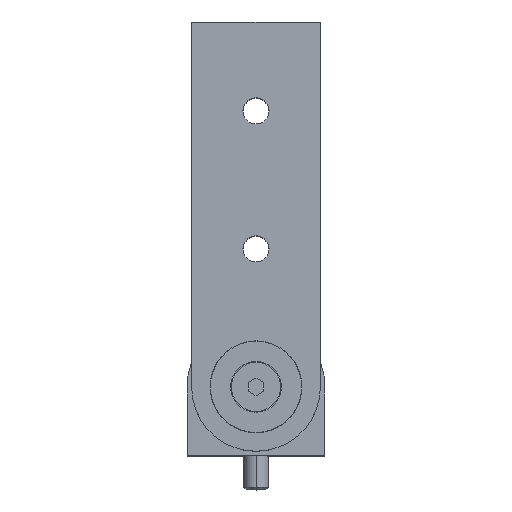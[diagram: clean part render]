
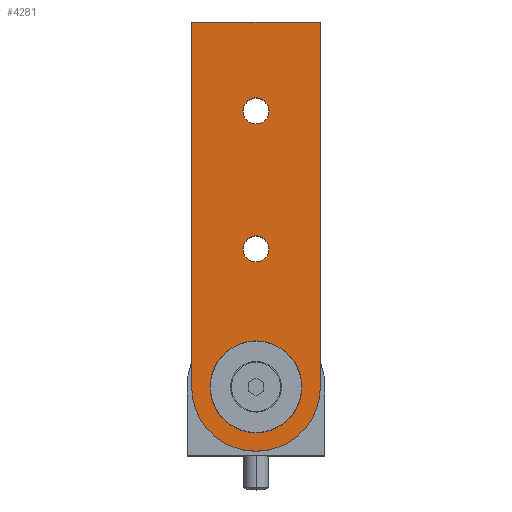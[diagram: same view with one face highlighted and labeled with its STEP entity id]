
A CAD part, top view. The second image highlights one B-rep face of the part: STEP entity #4281.
In plain terms, the highlighted planar face has unit normal (0, 0, 1).
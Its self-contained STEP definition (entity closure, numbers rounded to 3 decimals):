
#207 = EDGE_CURVE ( 'NONE', #2453, #1492, #1003, .T. ) ;
#264 = CIRCLE ( 'NONE', #1736, 4.25 ) ;
#268 = CARTESIAN_POINT ( 'NONE',  ( -21., -59.5, 0. ) ) ;
#275 = AXIS2_PLACEMENT_3D ( 'NONE', #942, #3983, #3605 ) ;
#385 = AXIS2_PLACEMENT_3D ( 'NONE', #1605, #4208, #2296 ) ;
#699 = EDGE_CURVE ( 'NONE', #4212, #1109, #990, .T. ) ;
#777 = FACE_BOUND ( 'NONE', #3725, .T. ) ;
#874 = CARTESIAN_POINT ( 'NONE',  ( 21., 59.5, 0. ) ) ;
#934 = CIRCLE ( 'NONE', #275, 15. ) ;
#942 = CARTESIAN_POINT ( 'NONE',  ( 0., -59.5, 0. ) ) ;
#990 = LINE ( 'NONE', #4730, #3106 ) ;
#1001 = CIRCLE ( 'NONE', #2363, 4.25 ) ;
#1003 = CIRCLE ( 'NONE', #385, 4.25 ) ;
#1109 = VERTEX_POINT ( 'NONE', #874 ) ;
#1110 = CARTESIAN_POINT ( 'NONE',  ( 0., 30.5, 0. ) ) ;
#1159 = CARTESIAN_POINT ( 'NONE',  ( 0., 30.5, 0. ) ) ;
#1305 = AXIS2_PLACEMENT_3D ( 'NONE', #2378, #2809, #1997 ) ;
#1410 = EDGE_CURVE ( 'NONE', #1992, #4397, #2517, .T. ) ;
#1463 = AXIS2_PLACEMENT_3D ( 'NONE', #2461, #3213, #3995 ) ;
#1492 = VERTEX_POINT ( 'NONE', #4374 ) ;
#1517 = CIRCLE ( 'NONE', #1305, 4.25 ) ;
#1605 = CARTESIAN_POINT ( 'NONE',  ( 0., -14.5, 0. ) ) ;
#1625 = ORIENTED_EDGE ( 'NONE', *, *, #1410, .T. ) ;
#1629 = CARTESIAN_POINT ( 'NONE',  ( 21., -59.5, 0. ) ) ;
#1736 = AXIS2_PLACEMENT_3D ( 'NONE', #1110, #3619, #2464 ) ;
#1804 = FACE_BOUND ( 'NONE', #4150, .T. ) ;
#1865 = CARTESIAN_POINT ( 'NONE',  ( -21., 59.5, 0. ) ) ;
#1992 = VERTEX_POINT ( 'NONE', #2006 ) ;
#1997 = DIRECTION ( 'NONE',  ( -1., 0., 0. ) ) ;
#2006 = CARTESIAN_POINT ( 'NONE',  ( -21., 59.5, 0. ) ) ;
#2078 = ORIENTED_EDGE ( 'NONE', *, *, #2666, .T. ) ;
#2094 = EDGE_LOOP ( 'NONE', ( #2481, #2913 ) ) ;
#2120 = CARTESIAN_POINT ( 'NONE',  ( 15., -59.5, 0. ) ) ;
#2124 = DIRECTION ( 'NONE',  ( 1., 0., 0. ) ) ;
#2161 = EDGE_CURVE ( 'NONE', #3337, #2679, #1001, .T. ) ;
#2281 = CIRCLE ( 'NONE', #1463, 15. ) ;
#2287 = DIRECTION ( 'NONE',  ( -1., 0., 0. ) ) ;
#2296 = DIRECTION ( 'NONE',  ( -1., 0., 0. ) ) ;
#2363 = AXIS2_PLACEMENT_3D ( 'NONE', #1159, #3454, #2287 ) ;
#2378 = CARTESIAN_POINT ( 'NONE',  ( 0., -14.5, 0. ) ) ;
#2387 = ORIENTED_EDGE ( 'NONE', *, *, #3267, .T. ) ;
#2444 = PLANE ( 'NONE',  #4929 ) ;
#2453 = VERTEX_POINT ( 'NONE', #3693 ) ;
#2461 = CARTESIAN_POINT ( 'NONE',  ( 0., -59.5, 0. ) ) ;
#2464 = DIRECTION ( 'NONE',  ( -1., 0., 0. ) ) ;
#2481 = ORIENTED_EDGE ( 'NONE', *, *, #207, .T. ) ;
#2517 = LINE ( 'NONE', #1865, #4173 ) ;
#2602 = VERTEX_POINT ( 'NONE', #2120 ) ;
#2666 = EDGE_CURVE ( 'NONE', #2602, #2722, #2281, .T. ) ;
#2669 = FACE_OUTER_BOUND ( 'NONE', #3738, .T. ) ;
#2679 = VERTEX_POINT ( 'NONE', #4011 ) ;
#2722 = VERTEX_POINT ( 'NONE', #4459 ) ;
#2759 = DIRECTION ( 'NONE',  ( -1., 0., 0. ) ) ;
#2809 = DIRECTION ( 'NONE',  ( 0., 0., -1. ) ) ;
#2894 = LINE ( 'NONE', #3551, #3923 ) ;
#2913 = ORIENTED_EDGE ( 'NONE', *, *, #3671, .T. ) ;
#2958 = FACE_BOUND ( 'NONE', #2094, .T. ) ;
#3077 = DIRECTION ( 'NONE',  ( 0., -1., 0. ) ) ;
#3106 = VECTOR ( 'NONE', #3898, 1000. ) ;
#3213 = DIRECTION ( 'NONE',  ( 0., 0., -1. ) ) ;
#3267 = EDGE_CURVE ( 'NONE', #2722, #2602, #934, .T. ) ;
#3284 = ORIENTED_EDGE ( 'NONE', *, *, #4198, .F. ) ;
#3337 = VERTEX_POINT ( 'NONE', #3869 ) ;
#3454 = DIRECTION ( 'NONE',  ( 0., 0., -1. ) ) ;
#3551 = CARTESIAN_POINT ( 'NONE',  ( 21., 59.5, 0. ) ) ;
#3605 = DIRECTION ( 'NONE',  ( 1., 0., 0. ) ) ;
#3619 = DIRECTION ( 'NONE',  ( 0., 0., -1. ) ) ;
#3671 = EDGE_CURVE ( 'NONE', #1492, #2453, #1517, .T. ) ;
#3693 = CARTESIAN_POINT ( 'NONE',  ( -4.25, -14.5, 0. ) ) ;
#3725 = EDGE_LOOP ( 'NONE', ( #2078, #2387 ) ) ;
#3738 = EDGE_LOOP ( 'NONE', ( #1625, #3284, #3780, #4433 ) ) ;
#3741 = EDGE_CURVE ( 'NONE', #2679, #3337, #264, .T. ) ;
#3780 = ORIENTED_EDGE ( 'NONE', *, *, #699, .T. ) ;
#3869 = CARTESIAN_POINT ( 'NONE',  ( 4.25, 30.5, 0. ) ) ;
#3890 = DIRECTION ( 'NONE',  ( 0., 0., -1. ) ) ;
#3898 = DIRECTION ( 'NONE',  ( 0., 1., 0. ) ) ;
#3908 = CARTESIAN_POINT ( 'NONE',  ( 0., -59.5, 0. ) ) ;
#3923 = VECTOR ( 'NONE', #4316, 1000. ) ;
#3982 = DIRECTION ( 'NONE',  ( 0., 0., 1. ) ) ;
#3983 = DIRECTION ( 'NONE',  ( 0., 0., -1. ) ) ;
#3995 = DIRECTION ( 'NONE',  ( 1., 0., 0. ) ) ;
#4011 = CARTESIAN_POINT ( 'NONE',  ( -4.25, 30.5, 0. ) ) ;
#4022 = AXIS2_PLACEMENT_3D ( 'NONE', #3908, #3890, #2759 ) ;
#4150 = EDGE_LOOP ( 'NONE', ( #4726, #4919 ) ) ;
#4173 = VECTOR ( 'NONE', #3077, 1000. ) ;
#4198 = EDGE_CURVE ( 'NONE', #4212, #4397, #4774, .T. ) ;
#4208 = DIRECTION ( 'NONE',  ( 0., 0., -1. ) ) ;
#4212 = VERTEX_POINT ( 'NONE', #1629 ) ;
#4281 = ADVANCED_FACE ( 'NONE', ( #777, #2958, #2669, #1804 ), #2444, .T. ) ;
#4316 = DIRECTION ( 'NONE',  ( -1., 0., 0. ) ) ;
#4374 = CARTESIAN_POINT ( 'NONE',  ( 4.25, -14.5, 0. ) ) ;
#4397 = VERTEX_POINT ( 'NONE', #268 ) ;
#4433 = ORIENTED_EDGE ( 'NONE', *, *, #4620, .T. ) ;
#4459 = CARTESIAN_POINT ( 'NONE',  ( -15., -59.5, 0. ) ) ;
#4620 = EDGE_CURVE ( 'NONE', #1109, #1992, #2894, .T. ) ;
#4726 = ORIENTED_EDGE ( 'NONE', *, *, #3741, .T. ) ;
#4730 = CARTESIAN_POINT ( 'NONE',  ( 21., -59.5, 0. ) ) ;
#4753 = CARTESIAN_POINT ( 'NONE',  ( 0., -59.5, 0. ) ) ;
#4774 = CIRCLE ( 'NONE', #4022, 21. ) ;
#4919 = ORIENTED_EDGE ( 'NONE', *, *, #2161, .T. ) ;
#4929 = AXIS2_PLACEMENT_3D ( 'NONE', #4753, #3982, #2124 ) ;
